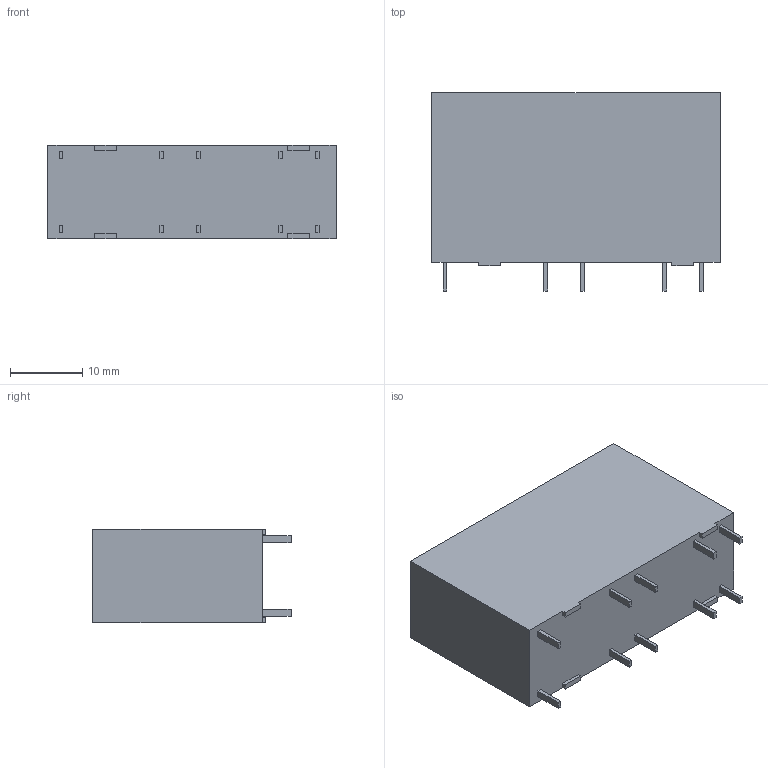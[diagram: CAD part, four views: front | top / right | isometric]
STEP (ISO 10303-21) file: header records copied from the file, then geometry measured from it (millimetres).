
FILE_DESCRIPTION(('3D model data'),'2;1') ;
FILE_NAME('G7SA-2A2B-DC24.step','2024-01-01T00:00:00',(''),(''),'EsoCore Library','Unspecified','') ;
FILE_SCHEMA(('AUTOMOTIVE_DESIGN')) ;
Length unit declared in the file: millimetre
Products named in the file (1): G7SA-2A2B-DC24
Bounding box: 40 x 27.5 x 13 mm (x, y, z)
Volume: 12244.5 mm3; surface area: 3666 mm2
Topology: 1 solids, 1 shells, 72 faces, 180 edges, 120 vertices
Faces by surface type: plane 72
Entity records: 2123 total; most frequent: CARTESIAN_POINT 373, ORIENTED_EDGE 360, DIRECTION 326, EDGE_CURVE 180, LINE 180, VECTOR 180, VERTEX_POINT 120, FACE_BOUND 82
